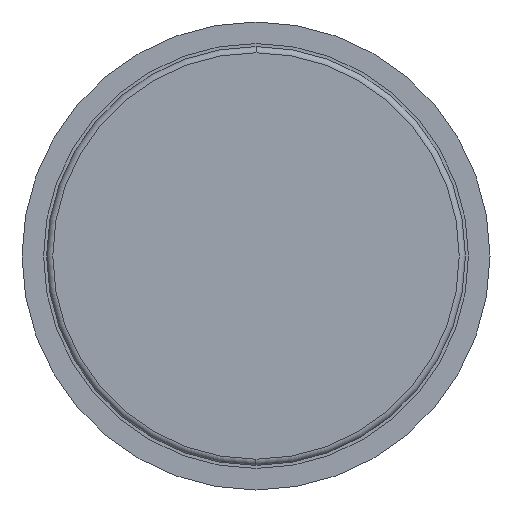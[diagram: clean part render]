
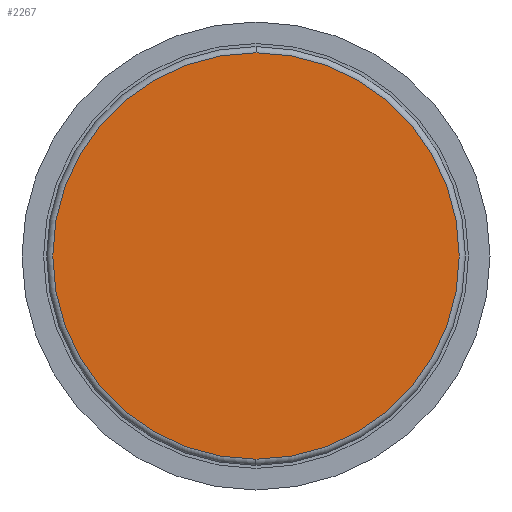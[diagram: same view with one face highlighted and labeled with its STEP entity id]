
A CAD part, front view. The second image highlights one B-rep face of the part: STEP entity #2267.
In plain terms, the highlighted planar face has unit normal (0, -1, 0).
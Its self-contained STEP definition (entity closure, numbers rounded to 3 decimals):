
#217 = VERTEX_POINT ( 'NONE', #1102 ) ;
#328 = DIRECTION ( 'NONE',  ( 0., 0., 1. ) ) ;
#404 = PLANE ( 'NONE',  #2097 ) ;
#421 = FACE_OUTER_BOUND ( 'NONE', #3138, .T. ) ;
#683 = VERTEX_POINT ( 'NONE', #2526 ) ;
#864 = CARTESIAN_POINT ( 'NONE',  ( 0., 0., 0. ) ) ;
#1102 = CARTESIAN_POINT ( 'NONE',  ( 0., 0., -33. ) ) ;
#1166 = DIRECTION ( 'NONE',  ( 0., -1., 0. ) ) ;
#1267 = ORIENTED_EDGE ( 'NONE', *, *, #1910, .T. ) ;
#1406 = AXIS2_PLACEMENT_3D ( 'NONE', #864, #1587, #328 ) ;
#1461 = CIRCLE ( 'NONE', #1406, 33. ) ;
#1533 = DIRECTION ( 'NONE',  ( 0., 0., 1. ) ) ;
#1587 = DIRECTION ( 'NONE',  ( 0., -1., 0. ) ) ;
#1904 = CARTESIAN_POINT ( 'NONE',  ( -33.366, 0., -33. ) ) ;
#1910 = EDGE_CURVE ( 'NONE', #217, #683, #2769, .T. ) ;
#2097 = AXIS2_PLACEMENT_3D ( 'NONE', #1904, #1166, #2165 ) ;
#2103 = EDGE_CURVE ( 'NONE', #683, #217, #1461, .T. ) ;
#2165 = DIRECTION ( 'NONE',  ( 1., 0., 0. ) ) ;
#2267 = ADVANCED_FACE ( 'NONE', ( #421 ), #404, .T. ) ;
#2386 = ORIENTED_EDGE ( 'NONE', *, *, #2103, .T. ) ;
#2526 = CARTESIAN_POINT ( 'NONE',  ( 0., 0., 33. ) ) ;
#2656 = AXIS2_PLACEMENT_3D ( 'NONE', #3219, #2968, #1533 ) ;
#2769 = CIRCLE ( 'NONE', #2656, 33. ) ;
#2968 = DIRECTION ( 'NONE',  ( 0., -1., 0. ) ) ;
#3138 = EDGE_LOOP ( 'NONE', ( #2386, #1267 ) ) ;
#3219 = CARTESIAN_POINT ( 'NONE',  ( 0., 0., 0. ) ) ;
